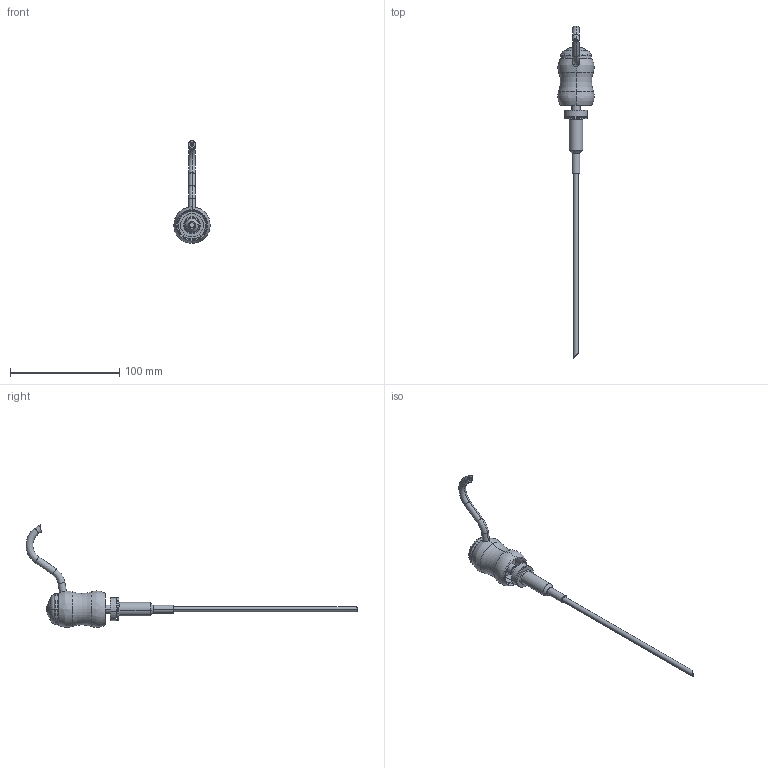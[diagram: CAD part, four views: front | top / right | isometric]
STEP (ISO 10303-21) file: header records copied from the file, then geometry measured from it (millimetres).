
FILE_DESCRIPTION((''),'2;1');
FILE_NAME('124-6_ASM','2017-05-31T',('rsmith'),(''),'PRO/ENGINEER BY PARAMETRIC TECHNOLOGY CORPORATION, 2013150','PRO/ENGINEER BY PARAMETRIC TECHNOLOGY CORPORATION, 2013150','');
FILE_SCHEMA(('CONFIG_CONTROL_DESIGN'));
Length unit declared in the file: inch
Products named in the file (11): 50950; 50592; 2-812_ASM; 91024; 3-437_ASM; 50931; 50589; 91023; 50588; 10814; 124-6_ASM
Assembly tree (10 placements, depth 4):
  124-6_ASM
    3-437_ASM
      2-812_ASM
        50950
        50592
      91024
    50931
    50589
    91023
    50588
    10814
Bounding box: 33.37 x 303.53 x 94.1 mm (x, y, z)
Volume: 36688.7 mm3; surface area: 33368 mm2
Topology: 8 solids, 14 shells, 438 faces, 1078 edges, 667 vertices
Faces by surface type: cylinder 158, plane 123, torus 58, cone 34, bspline 28, sphere 23, extrusion 14
Entity records: 18607 total; most frequent: CARTESIAN_POINT 8056, DIRECTION 2256, ORIENTED_EDGE 2112, EDGE_CURVE 1068, AXIS2_PLACEMENT_3D 956, VERTEX_POINT 667, CIRCLE 525, EDGE_LOOP 469
